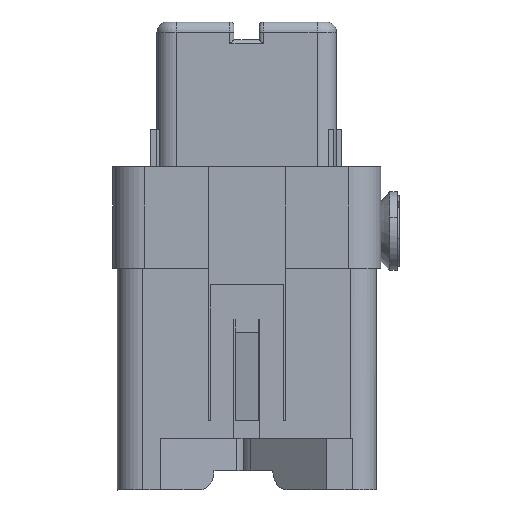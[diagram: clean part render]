
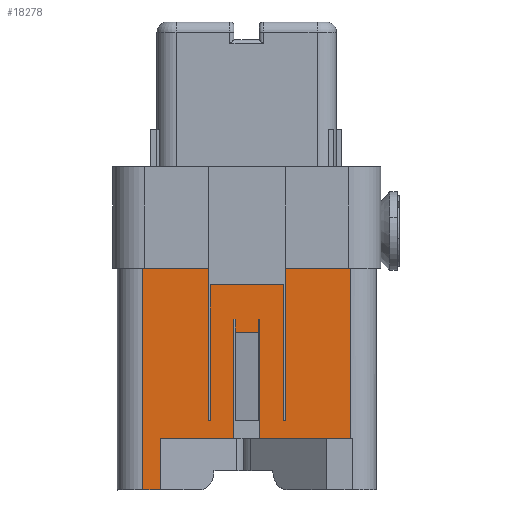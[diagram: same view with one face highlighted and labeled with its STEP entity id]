
A CAD part, left-side view. The second image highlights one B-rep face of the part: STEP entity #18278.
In plain terms, the highlighted planar face has unit normal (-1, 0, 0).
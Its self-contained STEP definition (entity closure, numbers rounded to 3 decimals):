
#18121=AXIS2_PLACEMENT_3D('Plane Axis2P3D',#18118,#18119,#18120) ;
#15134=CARTESIAN_POINT('Vertex',(0.35,8.913,17.3)) ;
#15137=CARTESIAN_POINT('Line Origine',(0.35,6.363,17.3)) ;
#15141=CARTESIAN_POINT('Vertex',(0.35,3.813,17.3)) ;
#15874=CARTESIAN_POINT('Line Origine',(0.35,3.813,10.69)) ;
#15878=CARTESIAN_POINT('Vertex',(0.35,3.813,4.)) ;
#18090=CARTESIAN_POINT('Line Origine',(0.35,8.913,11.35)) ;
#18094=CARTESIAN_POINT('Vertex',(0.35,8.913,5.4)) ;
#18118=CARTESIAN_POINT('Axis2P3D Location',(0.35,11.913,12.3)) ;
#18123=CARTESIAN_POINT('Line Origine',(0.35,12.813,12.8)) ;
#18127=CARTESIAN_POINT('Vertex',(0.35,12.813,13.3)) ;
#18129=CARTESIAN_POINT('Vertex',(0.35,12.813,12.3)) ;
#18132=CARTESIAN_POINT('Line Origine',(0.35,11.913,12.3)) ;
#18136=CARTESIAN_POINT('Vertex',(0.35,11.013,12.3)) ;
#18139=CARTESIAN_POINT('Line Origine',(0.35,11.013,12.8)) ;
#18143=CARTESIAN_POINT('Vertex',(0.35,11.013,13.3)) ;
#18146=CARTESIAN_POINT('Line Origine',(0.35,10.963,13.3)) ;
#18150=CARTESIAN_POINT('Vertex',(0.35,10.913,13.3)) ;
#18153=CARTESIAN_POINT('Line Origine',(0.35,10.913,8.65)) ;
#18157=CARTESIAN_POINT('Vertex',(0.35,10.913,4.)) ;
#18160=CARTESIAN_POINT('Line Origine',(0.35,7.363,4.)) ;
#18165=CARTESIAN_POINT('Line Origine',(0.35,8.988,5.4)) ;
#18169=CARTESIAN_POINT('Vertex',(0.35,9.063,5.4)) ;
#18172=CARTESIAN_POINT('Line Origine',(0.35,9.063,10.7)) ;
#18176=CARTESIAN_POINT('Vertex',(0.35,9.063,16.)) ;
#18179=CARTESIAN_POINT('Line Origine',(0.35,11.913,16.)) ;
#18183=CARTESIAN_POINT('Vertex',(0.35,14.763,16.)) ;
#18186=CARTESIAN_POINT('Line Origine',(0.35,14.763,10.7)) ;
#18190=CARTESIAN_POINT('Vertex',(0.35,14.763,5.4)) ;
#18193=CARTESIAN_POINT('Line Origine',(0.35,14.838,5.4)) ;
#18197=CARTESIAN_POINT('Vertex',(0.35,14.913,5.4)) ;
#18200=CARTESIAN_POINT('Line Origine',(0.35,14.913,11.35)) ;
#18204=CARTESIAN_POINT('Vertex',(0.35,14.913,17.3)) ;
#18207=CARTESIAN_POINT('Line Origine',(0.35,17.463,17.3)) ;
#18211=CARTESIAN_POINT('Vertex',(0.35,20.013,17.3)) ;
#18214=CARTESIAN_POINT('Line Origine',(0.35,20.013,8.65)) ;
#18218=CARTESIAN_POINT('Vertex',(0.35,20.013,0.)) ;
#18221=CARTESIAN_POINT('Line Origine',(0.35,19.324,0.)) ;
#18225=CARTESIAN_POINT('Vertex',(0.35,18.636,0.)) ;
#18228=CARTESIAN_POINT('Line Origine',(0.35,18.636,2.)) ;
#18232=CARTESIAN_POINT('Vertex',(0.35,18.636,4.)) ;
#18235=CARTESIAN_POINT('Line Origine',(0.35,15.774,4.)) ;
#18239=CARTESIAN_POINT('Vertex',(0.35,12.913,4.)) ;
#18242=CARTESIAN_POINT('Line Origine',(0.35,12.913,8.65)) ;
#18246=CARTESIAN_POINT('Vertex',(0.35,12.913,13.3)) ;
#18249=CARTESIAN_POINT('Line Origine',(0.35,12.863,13.3)) ;
#15138=DIRECTION('Vector Direction',(0.,-1.,0.)) ;
#15875=DIRECTION('Vector Direction',(0.,0.,-1.)) ;
#18091=DIRECTION('Vector Direction',(0.,0.,-1.)) ;
#18119=DIRECTION('Axis2P3D Direction',(1.,0.,0.)) ;
#18120=DIRECTION('Axis2P3D XDirection',(0.,0.,1.)) ;
#18124=DIRECTION('Vector Direction',(0.,0.,1.)) ;
#18133=DIRECTION('Vector Direction',(0.,-1.,0.)) ;
#18140=DIRECTION('Vector Direction',(0.,0.,1.)) ;
#18147=DIRECTION('Vector Direction',(0.,1.,0.)) ;
#18154=DIRECTION('Vector Direction',(0.,0.,1.)) ;
#18161=DIRECTION('Vector Direction',(0.,-1.,0.)) ;
#18166=DIRECTION('Vector Direction',(0.,-1.,0.)) ;
#18173=DIRECTION('Vector Direction',(0.,0.,1.)) ;
#18180=DIRECTION('Vector Direction',(0.,1.,0.)) ;
#18187=DIRECTION('Vector Direction',(0.,0.,1.)) ;
#18194=DIRECTION('Vector Direction',(0.,-1.,0.)) ;
#18201=DIRECTION('Vector Direction',(0.,0.,-1.)) ;
#18208=DIRECTION('Vector Direction',(0.,-1.,0.)) ;
#18215=DIRECTION('Vector Direction',(0.,0.,1.)) ;
#18222=DIRECTION('Vector Direction',(0.,1.,0.)) ;
#18229=DIRECTION('Vector Direction',(0.,0.,-1.)) ;
#18236=DIRECTION('Vector Direction',(0.,-1.,0.)) ;
#18243=DIRECTION('Vector Direction',(0.,0.,1.)) ;
#18250=DIRECTION('Vector Direction',(0.,1.,0.)) ;
#15139=VECTOR('Line Direction',#15138,1.) ;
#15876=VECTOR('Line Direction',#15875,1.) ;
#18092=VECTOR('Line Direction',#18091,1.) ;
#18125=VECTOR('Line Direction',#18124,1.) ;
#18134=VECTOR('Line Direction',#18133,1.) ;
#18141=VECTOR('Line Direction',#18140,1.) ;
#18148=VECTOR('Line Direction',#18147,1.) ;
#18155=VECTOR('Line Direction',#18154,1.) ;
#18162=VECTOR('Line Direction',#18161,1.) ;
#18167=VECTOR('Line Direction',#18166,1.) ;
#18174=VECTOR('Line Direction',#18173,1.) ;
#18181=VECTOR('Line Direction',#18180,1.) ;
#18188=VECTOR('Line Direction',#18187,1.) ;
#18195=VECTOR('Line Direction',#18194,1.) ;
#18202=VECTOR('Line Direction',#18201,1.) ;
#18209=VECTOR('Line Direction',#18208,1.) ;
#18216=VECTOR('Line Direction',#18215,1.) ;
#18223=VECTOR('Line Direction',#18222,1.) ;
#18230=VECTOR('Line Direction',#18229,1.) ;
#18237=VECTOR('Line Direction',#18236,1.) ;
#18244=VECTOR('Line Direction',#18243,1.) ;
#18251=VECTOR('Line Direction',#18250,1.) ;
#18255=ORIENTED_EDGE('',*,*,#18131,.T.) ;
#18256=ORIENTED_EDGE('',*,*,#18138,.T.) ;
#18257=ORIENTED_EDGE('',*,*,#18145,.F.) ;
#18258=ORIENTED_EDGE('',*,*,#18152,.F.) ;
#18259=ORIENTED_EDGE('',*,*,#18159,.F.) ;
#18260=ORIENTED_EDGE('',*,*,#18164,.T.) ;
#18261=ORIENTED_EDGE('',*,*,#15880,.T.) ;
#18262=ORIENTED_EDGE('',*,*,#15143,.T.) ;
#18263=ORIENTED_EDGE('',*,*,#18096,.T.) ;
#18264=ORIENTED_EDGE('',*,*,#18171,.F.) ;
#18265=ORIENTED_EDGE('',*,*,#18178,.T.) ;
#18266=ORIENTED_EDGE('',*,*,#18185,.T.) ;
#18267=ORIENTED_EDGE('',*,*,#18192,.F.) ;
#18268=ORIENTED_EDGE('',*,*,#18199,.F.) ;
#18269=ORIENTED_EDGE('',*,*,#18206,.F.) ;
#18270=ORIENTED_EDGE('',*,*,#18213,.T.) ;
#18271=ORIENTED_EDGE('',*,*,#18220,.F.) ;
#18272=ORIENTED_EDGE('',*,*,#18227,.F.) ;
#18273=ORIENTED_EDGE('',*,*,#18234,.F.) ;
#18274=ORIENTED_EDGE('',*,*,#18241,.T.) ;
#18275=ORIENTED_EDGE('',*,*,#18248,.T.) ;
#18276=ORIENTED_EDGE('',*,*,#18253,.F.) ;
#18278=ADVANCED_FACE('Hauptk\X2\00F6\X0\rper.1',(#18277),#18122,.F.) ;
#15143=EDGE_CURVE('',#15142,#15135,#15140,.F.) ;
#15880=EDGE_CURVE('',#15879,#15142,#15877,.F.) ;
#18096=EDGE_CURVE('',#15135,#18095,#18093,.T.) ;
#18131=EDGE_CURVE('',#18128,#18130,#18126,.F.) ;
#18138=EDGE_CURVE('',#18130,#18137,#18135,.T.) ;
#18145=EDGE_CURVE('',#18144,#18137,#18142,.F.) ;
#18152=EDGE_CURVE('',#18151,#18144,#18149,.T.) ;
#18159=EDGE_CURVE('',#18158,#18151,#18156,.T.) ;
#18164=EDGE_CURVE('',#18158,#15879,#18163,.T.) ;
#18171=EDGE_CURVE('',#18170,#18095,#18168,.T.) ;
#18178=EDGE_CURVE('',#18170,#18177,#18175,.T.) ;
#18185=EDGE_CURVE('',#18177,#18184,#18182,.T.) ;
#18192=EDGE_CURVE('',#18191,#18184,#18189,.T.) ;
#18199=EDGE_CURVE('',#18198,#18191,#18196,.T.) ;
#18206=EDGE_CURVE('',#18205,#18198,#18203,.T.) ;
#18213=EDGE_CURVE('',#18205,#18212,#18210,.F.) ;
#18220=EDGE_CURVE('',#18219,#18212,#18217,.T.) ;
#18227=EDGE_CURVE('',#18226,#18219,#18224,.T.) ;
#18234=EDGE_CURVE('',#18233,#18226,#18231,.T.) ;
#18241=EDGE_CURVE('',#18233,#18240,#18238,.T.) ;
#18248=EDGE_CURVE('',#18240,#18247,#18245,.T.) ;
#18253=EDGE_CURVE('',#18128,#18247,#18252,.T.) ;
#18254=EDGE_LOOP('',(#18255,#18256,#18257,#18258,#18259,#18260,#18261,#18262,#18263,#18264,#18265,#18266,#18267,#18268,#18269,#18270,#18271,#18272,#18273,#18274,#18275,#18276)) ;
#18277=FACE_OUTER_BOUND('',#18254,.T.) ;
#15140=LINE('Line',#15137,#15139) ;
#15877=LINE('Line',#15874,#15876) ;
#18093=LINE('Line',#18090,#18092) ;
#18126=LINE('Line',#18123,#18125) ;
#18135=LINE('Line',#18132,#18134) ;
#18142=LINE('Line',#18139,#18141) ;
#18149=LINE('Line',#18146,#18148) ;
#18156=LINE('Line',#18153,#18155) ;
#18163=LINE('Line',#18160,#18162) ;
#18168=LINE('Line',#18165,#18167) ;
#18175=LINE('Line',#18172,#18174) ;
#18182=LINE('Line',#18179,#18181) ;
#18189=LINE('Line',#18186,#18188) ;
#18196=LINE('Line',#18193,#18195) ;
#18203=LINE('Line',#18200,#18202) ;
#18210=LINE('Line',#18207,#18209) ;
#18217=LINE('Line',#18214,#18216) ;
#18224=LINE('Line',#18221,#18223) ;
#18231=LINE('Line',#18228,#18230) ;
#18238=LINE('Line',#18235,#18237) ;
#18245=LINE('Line',#18242,#18244) ;
#18252=LINE('Line',#18249,#18251) ;
#18122=PLANE('',#18121) ;
#15135=VERTEX_POINT('',#15134) ;
#15142=VERTEX_POINT('',#15141) ;
#15879=VERTEX_POINT('',#15878) ;
#18095=VERTEX_POINT('',#18094) ;
#18128=VERTEX_POINT('',#18127) ;
#18130=VERTEX_POINT('',#18129) ;
#18137=VERTEX_POINT('',#18136) ;
#18144=VERTEX_POINT('',#18143) ;
#18151=VERTEX_POINT('',#18150) ;
#18158=VERTEX_POINT('',#18157) ;
#18170=VERTEX_POINT('',#18169) ;
#18177=VERTEX_POINT('',#18176) ;
#18184=VERTEX_POINT('',#18183) ;
#18191=VERTEX_POINT('',#18190) ;
#18198=VERTEX_POINT('',#18197) ;
#18205=VERTEX_POINT('',#18204) ;
#18212=VERTEX_POINT('',#18211) ;
#18219=VERTEX_POINT('',#18218) ;
#18226=VERTEX_POINT('',#18225) ;
#18233=VERTEX_POINT('',#18232) ;
#18240=VERTEX_POINT('',#18239) ;
#18247=VERTEX_POINT('',#18246) ;
